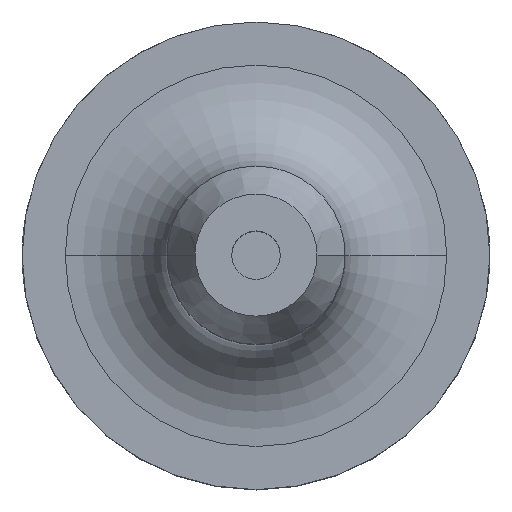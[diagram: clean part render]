
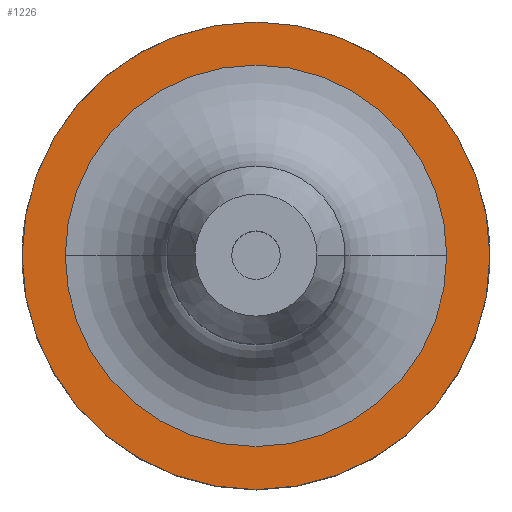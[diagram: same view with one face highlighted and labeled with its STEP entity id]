
A CAD part, top view. The second image highlights one B-rep face of the part: STEP entity #1226.
In plain terms, the highlighted planar face has unit normal (0, 0, 1).
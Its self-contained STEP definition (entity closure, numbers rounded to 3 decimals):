
#14 = ORIENTED_EDGE ( 'NONE', *, *, #533, .F. ) ;
#41 = VERTEX_POINT ( 'NONE', #479 ) ;
#95 = CIRCLE ( 'NONE', #1252, 18.763 ) ;
#132 = AXIS2_PLACEMENT_3D ( 'NONE', #1230, #379, #990 ) ;
#160 = VERTEX_POINT ( 'NONE', #724 ) ;
#179 = DIRECTION ( 'NONE',  ( -1., 0., 0. ) ) ;
#188 = FACE_BOUND ( 'NONE', #1387, .T. ) ;
#257 = CIRCLE ( 'NONE', #1249, 18.763 ) ;
#268 = EDGE_LOOP ( 'NONE', ( #14, #1486 ) ) ;
#305 = CARTESIAN_POINT ( 'NONE',  ( 0., 0., 22. ) ) ;
#379 = DIRECTION ( 'NONE',  ( 0., 0., -1. ) ) ;
#456 = CARTESIAN_POINT ( 'NONE',  ( 0., 0., 22. ) ) ;
#467 = CIRCLE ( 'NONE', #595, 23. ) ;
#479 = CARTESIAN_POINT ( 'NONE',  ( -23., 0., 22. ) ) ;
#489 = FACE_OUTER_BOUND ( 'NONE', #268, .T. ) ;
#533 = EDGE_CURVE ( 'NONE', #41, #160, #1223, .T. ) ;
#585 = VERTEX_POINT ( 'NONE', #685 ) ;
#586 = VERTEX_POINT ( 'NONE', #1153 ) ;
#592 = CARTESIAN_POINT ( 'NONE',  ( 0., 0., 22. ) ) ;
#595 = AXIS2_PLACEMENT_3D ( 'NONE', #592, #656, #785 ) ;
#630 = PLANE ( 'NONE',  #132 ) ;
#656 = DIRECTION ( 'NONE',  ( 0., 0., -1. ) ) ;
#685 = CARTESIAN_POINT ( 'NONE',  ( 18.763, 0., 22. ) ) ;
#690 = DIRECTION ( 'NONE',  ( -1., 0., 0. ) ) ;
#724 = CARTESIAN_POINT ( 'NONE',  ( 23., 0., 22. ) ) ;
#785 = DIRECTION ( 'NONE',  ( -1., 0., 0. ) ) ;
#812 = ORIENTED_EDGE ( 'NONE', *, *, #1036, .T. ) ;
#954 = AXIS2_PLACEMENT_3D ( 'NONE', #305, #1037, #179 ) ;
#990 = DIRECTION ( 'NONE',  ( -1., 0., 0. ) ) ;
#1036 = EDGE_CURVE ( 'NONE', #586, #585, #257, .T. ) ;
#1037 = DIRECTION ( 'NONE',  ( 0., 0., -1. ) ) ;
#1084 = DIRECTION ( 'NONE',  ( 0., 0., -1. ) ) ;
#1153 = CARTESIAN_POINT ( 'NONE',  ( -18.763, 0., 22. ) ) ;
#1223 = CIRCLE ( 'NONE', #954, 23. ) ;
#1226 = ADVANCED_FACE ( 'NONE', ( #188, #489 ), #630, .F. ) ;
#1230 = CARTESIAN_POINT ( 'NONE',  ( 0., 23., 22. ) ) ;
#1249 = AXIS2_PLACEMENT_3D ( 'NONE', #456, #1084, #690 ) ;
#1251 = CARTESIAN_POINT ( 'NONE',  ( 0., 0., 22. ) ) ;
#1252 = AXIS2_PLACEMENT_3D ( 'NONE', #1251, #1349, #1376 ) ;
#1261 = ORIENTED_EDGE ( 'NONE', *, *, #1392, .T. ) ;
#1349 = DIRECTION ( 'NONE',  ( 0., 0., -1. ) ) ;
#1376 = DIRECTION ( 'NONE',  ( -1., 0., 0. ) ) ;
#1379 = EDGE_CURVE ( 'NONE', #160, #41, #467, .T. ) ;
#1387 = EDGE_LOOP ( 'NONE', ( #812, #1261 ) ) ;
#1392 = EDGE_CURVE ( 'NONE', #585, #586, #95, .T. ) ;
#1486 = ORIENTED_EDGE ( 'NONE', *, *, #1379, .F. ) ;
